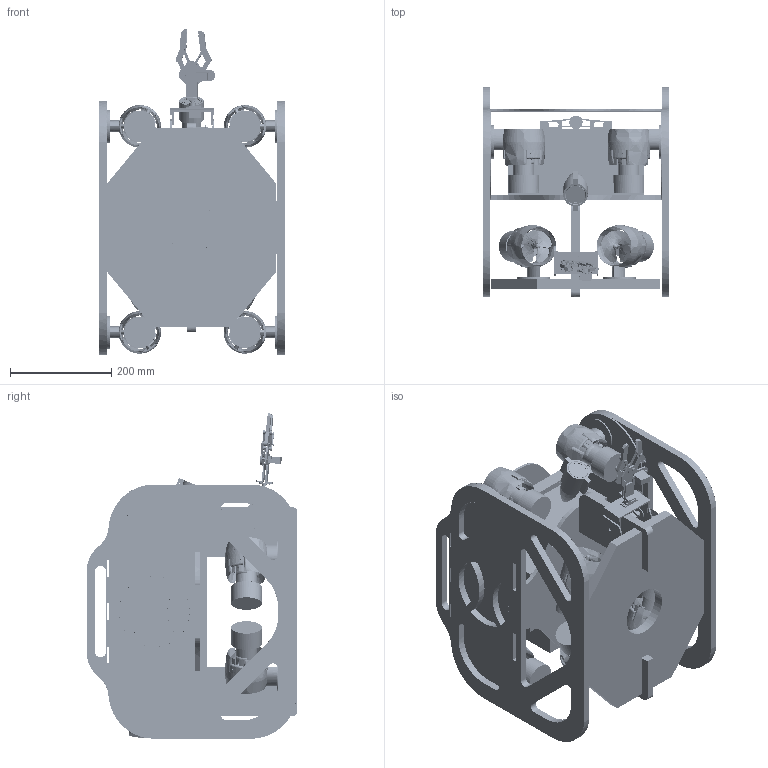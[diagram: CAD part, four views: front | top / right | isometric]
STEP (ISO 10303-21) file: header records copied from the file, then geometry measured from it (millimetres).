
FILE_DESCRIPTION(('FreeCAD Model'),'2;1');
FILE_NAME('Open CASCADE Shape Model','2025-05-03T21:44:09',('FreeCAD'),( 'FreeCAD'),'Open CASCADE STEP processor 7.6','FreeCAD','Unknown');
FILE_SCHEMA(('AUTOMOTIVE_DESIGN { 1 0 10303 214 1 1 1 1 }'));
Products named in the file (1): Open CASCADE STEP translator 7.6 1
Bounding box: 368.94 x 416.33 x 642.84 mm (x, y, z)
Surface area: 3571917.4 mm2 (no closed solid volume)
Topology: 0 solids, 4113 shells, 4113 faces, 63769 edges, 63753 vertices
Faces by surface type: bspline 4113
Entity records: 612770 total; most frequent: CARTESIAN_POINT 338002, ORIENTED_EDGE 63753, EDGE_CURVE 63753, VERTEX_POINT 63753, B_SPLINE_CURVE_WITH_KNOTS 59748, FACE_BOUND 4692, EDGE_LOOP 4692, SHELL_BASED_SURFACE_MODEL 4113
